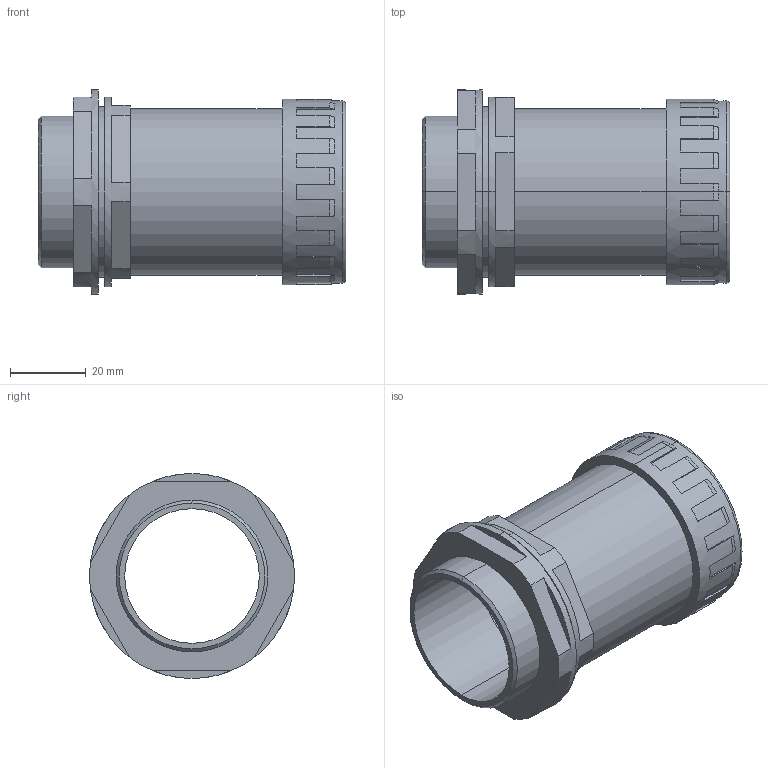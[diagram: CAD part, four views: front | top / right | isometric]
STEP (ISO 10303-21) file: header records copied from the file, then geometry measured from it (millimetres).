
FILE_DESCRIPTION (( 'STEP AP214' ), '1' );
FILE_NAME ('CTA10D-BS40-K41-025 - Ìóôòà òðóáà-êîðîáêà BS40 IP65.STEP', '2016-06-21T09:14:18', ( '' ), ( '' ), 'SwSTEP 2.0', 'SolidWorks 2014', '' );
FILE_SCHEMA (( 'AUTOMOTIVE_DESIGN' ));
Length unit declared in the file: millimetre
Products named in the file (1): CTA10D-BS40-K41-025 - Ìóôòà òðóáà-êîðîáêà BS40 IP65
Bounding box: 81.1 x 54 x 54 mm (x, y, z)
Volume: 35878.8 mm3; surface area: 26561.2 mm2
Topology: 1 solids, 3 shells, 147 faces, 391 edges, 256 vertices
Faces by surface type: plane 90, cylinder 24, cone 21, torus 12
Entity records: 4703 total; most frequent: CARTESIAN_POINT 903, DIRECTION 823, ORIENTED_EDGE 782, EDGE_CURVE 391, AXIS2_PLACEMENT_3D 320, VERTEX_POINT 256, LINE 183, VECTOR 183
